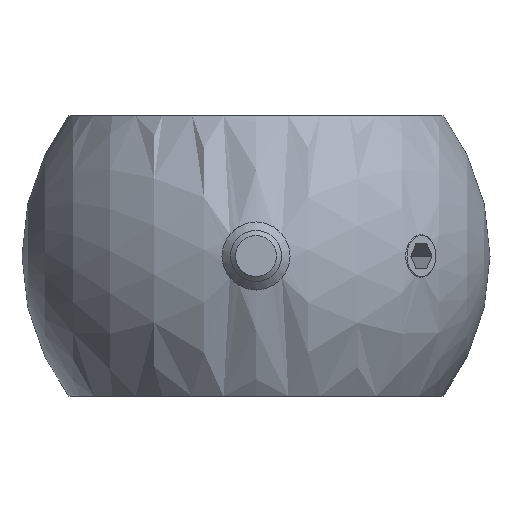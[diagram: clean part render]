
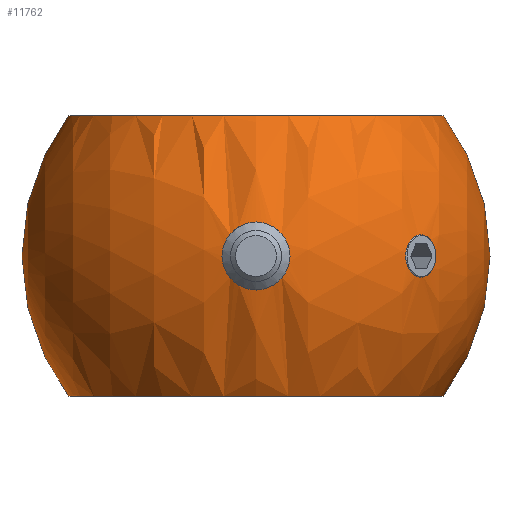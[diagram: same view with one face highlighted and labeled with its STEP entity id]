
A CAD part, front view. The second image highlights one B-rep face of the part: STEP entity #11762.
In plain terms, the highlighted spherical face has radius 27.5 mm.
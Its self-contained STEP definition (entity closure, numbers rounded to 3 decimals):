
#125 = FACE_OUTER_BOUND ( 'NONE', #7255, .T. ) ;
#134 = DIRECTION ( 'NONE',  ( 0., 1., 0. ) ) ;
#486 = DIRECTION ( 'NONE',  ( 0., 0., 1. ) ) ;
#576 = CARTESIAN_POINT ( 'NONE',  ( 0., -27.208, 0. ) ) ;
#657 = CARTESIAN_POINT ( 'NONE',  ( 22., 0., 16.5 ) ) ;
#748 = CARTESIAN_POINT ( 'NONE',  ( 0., -27.208, 4. ) ) ;
#908 = EDGE_LOOP ( 'NONE', ( #11333 ) ) ;
#1372 = ORIENTED_EDGE ( 'NONE', *, *, #3008, .T. ) ;
#1538 = AXIS2_PLACEMENT_3D ( 'NONE', #576, #9314, #486 ) ;
#1734 = EDGE_CURVE ( 'NONE', #3781, #3781, #2153, .T. ) ;
#2087 = EDGE_LOOP ( 'NONE', ( #6847 ) ) ;
#2153 = CIRCLE ( 'NONE', #1538, 4. ) ;
#2164 = EDGE_CURVE ( 'NONE', #5306, #5306, #9773, .T. ) ;
#2950 = DIRECTION ( 'NONE',  ( 0., 0., 1. ) ) ;
#3008 = EDGE_CURVE ( 'NONE', #9372, #9372, #11890, .T. ) ;
#3367 = EDGE_CURVE ( 'NONE', #4078, #4078, #10369, .T. ) ;
#3781 = VERTEX_POINT ( 'NONE', #748 ) ;
#4078 = VERTEX_POINT ( 'NONE', #8439 ) ;
#4097 = FACE_BOUND ( 'NONE', #908, .T. ) ;
#4698 = DIRECTION ( 'NONE',  ( -0.707, 0.707, 0. ) ) ;
#4768 = AXIS2_PLACEMENT_3D ( 'NONE', #10474, #4698, #5667 ) ;
#4800 = AXIS2_PLACEMENT_3D ( 'NONE', #5050, #10864, #134 ) ;
#5050 = CARTESIAN_POINT ( 'NONE',  ( 0., 0., 0. ) ) ;
#5306 = VERTEX_POINT ( 'NONE', #657 ) ;
#5455 = DIRECTION ( 'NONE',  ( 0., 0., 1. ) ) ;
#5633 = CARTESIAN_POINT ( 'NONE',  ( 0., 0., -16.5 ) ) ;
#5667 = DIRECTION ( 'NONE',  ( -0.707, -0.707, 0. ) ) ;
#5856 = DIRECTION ( 'NONE',  ( 1., 0., 0. ) ) ;
#5964 = ORIENTED_EDGE ( 'NONE', *, *, #2164, .F. ) ;
#6847 = ORIENTED_EDGE ( 'NONE', *, *, #3367, .T. ) ;
#7255 = EDGE_LOOP ( 'NONE', ( #5964 ) ) ;
#7463 = DIRECTION ( 'NONE',  ( 1., 0., 0. ) ) ;
#7835 = AXIS2_PLACEMENT_3D ( 'NONE', #9673, #2950, #5856 ) ;
#8439 = CARTESIAN_POINT ( 'NONE',  ( 22., 0., -16.5 ) ) ;
#9314 = DIRECTION ( 'NONE',  ( 0., 1., 0. ) ) ;
#9359 = CARTESIAN_POINT ( 'NONE',  ( 17.597, -21.133, 0. ) ) ;
#9372 = VERTEX_POINT ( 'NONE', #9359 ) ;
#9559 = EDGE_LOOP ( 'NONE', ( #1372 ) ) ;
#9669 = AXIS2_PLACEMENT_3D ( 'NONE', #5633, #5455, #7463 ) ;
#9673 = CARTESIAN_POINT ( 'NONE',  ( 0., 0., 16.5 ) ) ;
#9773 = CIRCLE ( 'NONE', #7835, 22. ) ;
#9832 = SPHERICAL_SURFACE ( 'NONE', #4800, 27.5 ) ;
#10369 = CIRCLE ( 'NONE', #9669, 22. ) ;
#10474 = CARTESIAN_POINT ( 'NONE',  ( 19.365, -19.365, 0. ) ) ;
#10864 = DIRECTION ( 'NONE',  ( -1., 0., 0. ) ) ;
#11046 = FACE_BOUND ( 'NONE', #9559, .T. ) ;
#11333 = ORIENTED_EDGE ( 'NONE', *, *, #1734, .T. ) ;
#11762 = ADVANCED_FACE ( 'NONE', ( #11046, #4097, #125, #12411 ), #9832, .T. ) ;
#11890 = CIRCLE ( 'NONE', #4768, 2.5 ) ;
#12411 = FACE_OUTER_BOUND ( 'NONE', #2087, .T. ) ;
